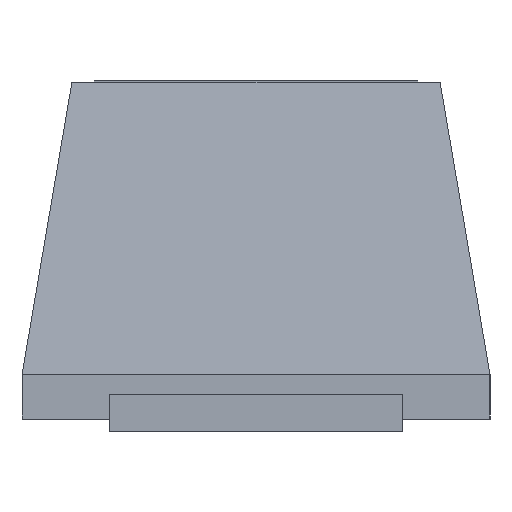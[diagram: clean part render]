
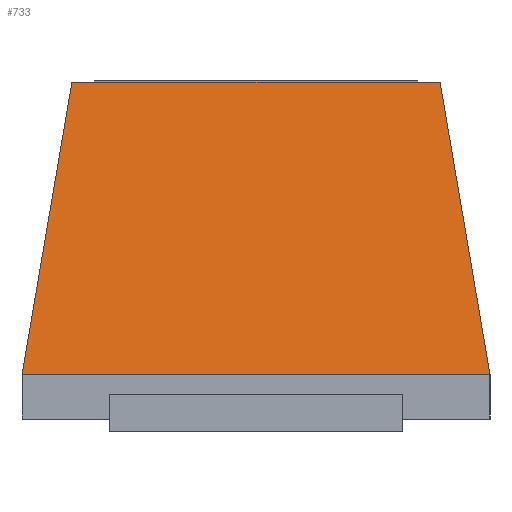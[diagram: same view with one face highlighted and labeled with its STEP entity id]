
A CAD part, left-side view. The second image highlights one B-rep face of the part: STEP entity #733.
In plain terms, the highlighted planar face has unit normal (-0.986, 0, 0.169).
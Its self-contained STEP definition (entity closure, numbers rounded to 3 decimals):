
#501=CARTESIAN_POINT('',(-1.245,-0.749,1.422));
#500=VERTEX_POINT('',#501);
#519=CARTESIAN_POINT('',(-1.245,0.749,1.422));
#518=VERTEX_POINT('',#519);
#527=EDGE_CURVE('',#500,#518,#532,.T.);
#532=LINE('',#501,#534);
#534=VECTOR('',#535,1.498);
#535=DIRECTION('',(0.0,1.0,0.0));
#599=CARTESIAN_POINT('',(-1.448,-0.952,0.234));
#598=VERTEX_POINT('',#599);
#625=EDGE_CURVE('',#598,#500,#630,.T.);
#630=LINE('',#599,#632);
#632=VECTOR('',#633,1.223);
#633=DIRECTION('',(0.166,0.166,0.972));
#695=CARTESIAN_POINT('',(-1.448,0.952,0.234));
#694=VERTEX_POINT('',#695);
#703=EDGE_CURVE('',#518,#694,#708,.T.);
#708=LINE('',#519,#710);
#710=VECTOR('',#711,1.223);
#711=DIRECTION('',(-0.166,0.166,-0.972));
#733=ADVANCED_FACE('',(#739),#734,.T.);
#734=PLANE('',#735);
#735=AXIS2_PLACEMENT_3D('',#736,#737,#738);
#736=CARTESIAN_POINT('',(-1.448,0.952,0.234));
#737=DIRECTION('',(-0.986,0.0,0.169));
#738=DIRECTION('',(0.,0.,1.));
#739=FACE_OUTER_BOUND('',#740,.T.);
#740=EDGE_LOOP('',(#741,#751,#761,#771));
#742=EDGE_CURVE('',#598,#694,#747,.T.);
#747=LINE('',#599,#749);
#749=VECTOR('',#750,1.905);
#750=DIRECTION('',(0.0,1.0,0.0));
#741=ORIENTED_EDGE('',*,*,#742,.F.);
#751=ORIENTED_EDGE('',*,*,#625,.T.);
#761=ORIENTED_EDGE('',*,*,#527,.T.);
#771=ORIENTED_EDGE('',*,*,#703,.T.);
